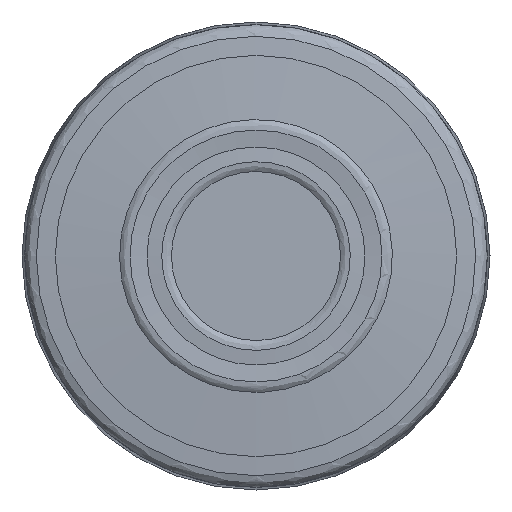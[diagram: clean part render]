
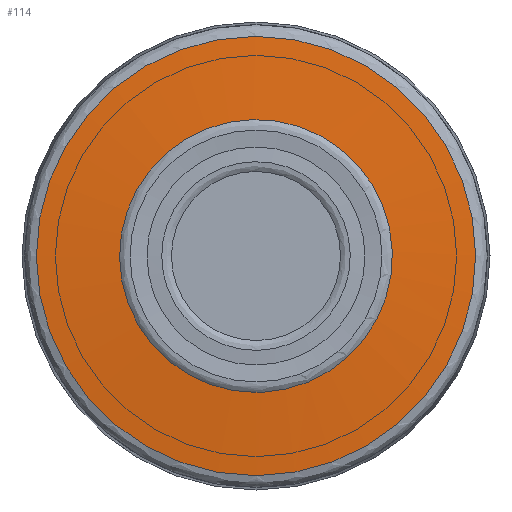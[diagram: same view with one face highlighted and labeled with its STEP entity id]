
A CAD part, left-side view. The second image highlights one B-rep face of the part: STEP entity #114.
In plain terms, the highlighted face is a revolution surface.
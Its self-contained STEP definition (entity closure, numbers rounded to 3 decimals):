
#24=SURFACE_OF_REVOLUTION('',#42,#33);
#33=AXIS1_PLACEMENT('',#662,#556);
#42=LINE('',#661,#47);
#47=VECTOR('',#555,7.883);
#114=ADVANCED_FACE('',(#169,#170),#24,.F.);
#169=FACE_BOUND('',#229,.T.);
#170=FACE_BOUND('',#230,.T.);
#229=EDGE_LOOP('',(#289));
#230=EDGE_LOOP('',(#290));
#289=ORIENTED_EDGE('',*,*,#359,.F.);
#290=ORIENTED_EDGE('',*,*,#360,.T.);
#329=VERTEX_POINT('',#658);
#330=VERTEX_POINT('',#660);
#359=EDGE_CURVE('',#329,#329,#389,.T.);
#360=EDGE_CURVE('',#330,#330,#390,.T.);
#389=CIRCLE('',#447,20.651);
#390=CIRCLE('',#448,12.826);
#447=AXIS2_PLACEMENT_3D('',#657,#551,#552);
#448=AXIS2_PLACEMENT_3D('',#659,#553,#554);
#551=DIRECTION('',(1.,0.,0.));
#552=DIRECTION('',(0.,0.,-1.));
#553=DIRECTION('',(1.,0.,0.));
#554=DIRECTION('',(0.,0.,-1.));
#555=DIRECTION('',(-0.078,0.989,-0.121));
#556=DIRECTION('',(1.,0.,0.));
#657=CARTESIAN_POINT('',(0.987,0.,0.));
#658=CARTESIAN_POINT('',(0.987,0.,-20.651));
#659=CARTESIAN_POINT('',(0.369,0.,0.));
#660=CARTESIAN_POINT('',(0.369,0.,-12.826));
#661=CARTESIAN_POINT('',(0.987,-20.255,4.025));
#662=CARTESIAN_POINT('',(11.,0.,0.));
